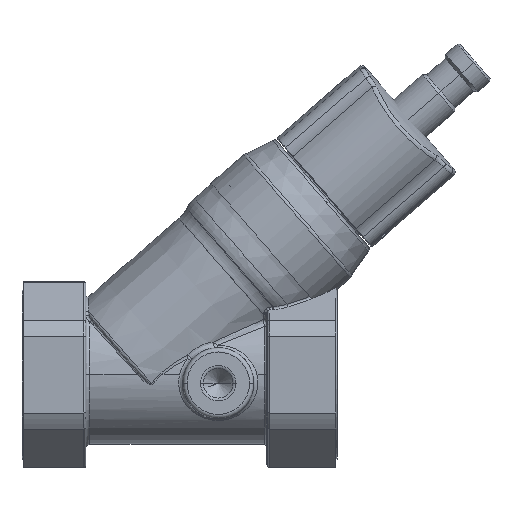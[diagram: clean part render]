
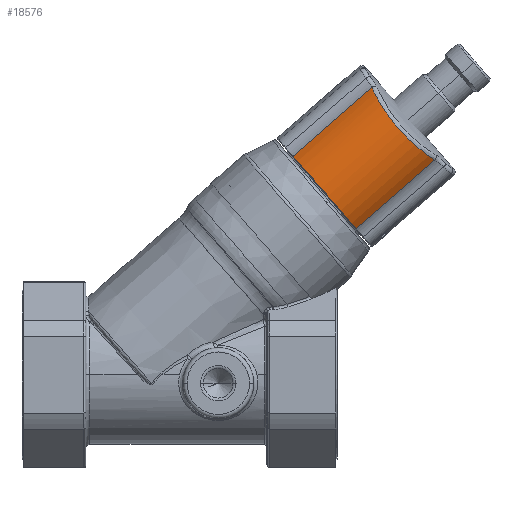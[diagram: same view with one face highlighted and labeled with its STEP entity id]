
A CAD part, top view. The second image highlights one B-rep face of the part: STEP entity #18576.
In plain terms, the highlighted cylindrical face has radius 15 mm (diameter 30 mm), a partial arc.
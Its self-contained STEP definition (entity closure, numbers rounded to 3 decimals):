
#2942 = EDGE_CURVE ( 'NONE', #55266, #8717, #11210, .T. ) ;
#3013 = CARTESIAN_POINT ( 'NONE',  ( 57.861, 37.127, 10.712 ) ) ;
#3083 = CARTESIAN_POINT ( 'NONE',  ( 62.127, 70.733, 11.556 ) ) ;
#3290 = CARTESIAN_POINT ( 'NONE',  ( 69.721, 59.897, 16.091 ) ) ;
#3298 = EDGE_CURVE ( 'NONE', #39071, #8717, #17181, .T. ) ;
#3667 = CARTESIAN_POINT ( 'NONE',  ( 70.306, 59.306, 15.941 ) ) ;
#5147 = CARTESIAN_POINT ( 'NONE',  ( 61.799, 71.408, 10.712 ) ) ;
#7517 = CARTESIAN_POINT ( 'NONE',  ( 70.109, 59.502, 15.997 ) ) ;
#7711 = CARTESIAN_POINT ( 'NONE',  ( 67.493, 62.384, 16.227 ) ) ;
#7847 = ORIENTED_EDGE ( 'NONE', *, *, #51393, .T. ) ;
#7901 = CARTESIAN_POINT ( 'NONE',  ( 71.29, 58.346, 15.628 ) ) ;
#8717 = VERTEX_POINT ( 'NONE', #5147 ) ;
#10542 = VECTOR ( 'NONE', #17811, 1000. ) ;
#11210 = LINE ( 'NONE', #22979, #10542 ) ;
#11365 = DIRECTION ( 'NONE',  ( 0.755, 0.656, 0. ) ) ;
#12143 = CARTESIAN_POINT ( 'NONE',  ( 65.807, 64.58, 15.761 ) ) ;
#12329 = CARTESIAN_POINT ( 'NONE',  ( 66.792, 63.26, 16.102 ) ) ;
#16203 = CARTESIAN_POINT ( 'NONE',  ( 72.073, 57.643, 15.261 ) ) ;
#16983 = CARTESIAN_POINT ( 'NONE',  ( 68.956, 60.702, 16.224 ) ) ;
#17181 = B_SPLINE_CURVE_WITH_KNOTS ( 'NONE', 3,
 ( #47633, #42660, #47447, #25260, #34327, #21217, #56055, #16203, #7901, #3667, #7517, #3290, #20631, #16983, #38417, #38806, #7711, #12329, #52222, #12143, #21018, #52015, #25643, #56468, #30108, #34527, #25057, #3083, #39950, #21780 ),
 .UNSPECIFIED., .F., .F.,
 ( 4, 2, 2, 2, 2, 2, 2, 2, 2, 2, 2, 2, 2, 2, 4 ),
 ( 0., 0.003, 0.005, 0.007, 0.01, 0.011, 0.012, 0.013, 0.015, 0.017, 0.018, 0.02, 0.023, 0.025, 0.027 ),
 .UNSPECIFIED. ) ;
#17811 = DIRECTION ( 'NONE',  ( 0.755, 0.656, 0. ) ) ;
#18576 = ADVANCED_FACE ( 'NONE', ( #48161 ), #30253, .T. ) ;
#19734 = LINE ( 'NONE', #3013, #30742 ) ;
#19786 = DIRECTION ( 'NONE',  ( 0.755, 0.656, 0. ) ) ;
#20631 = CARTESIAN_POINT ( 'NONE',  ( 69.528, 60.097, 16.13 ) ) ;
#21018 = CARTESIAN_POINT ( 'NONE',  ( 65.498, 65.019, 15.608 ) ) ;
#21217 = CARTESIAN_POINT ( 'NONE',  ( 73.616, 56.357, 14.277 ) ) ;
#21780 = CARTESIAN_POINT ( 'NONE',  ( 61.799, 71.408, 10.712 ) ) ;
#22979 = CARTESIAN_POINT ( 'NONE',  ( 42.583, 54.703, 10.712 ) ) ;
#23279 = CARTESIAN_POINT ( 'NONE',  ( 77.077, 53.832, 10.712 ) ) ;
#24097 = DIRECTION ( 'NONE',  ( 0., 0., 1. ) ) ;
#24202 = CARTESIAN_POINT ( 'NONE',  ( 50.222, 45.915, 1.256 ) ) ;
#25057 = CARTESIAN_POINT ( 'NONE',  ( 62.498, 70.005, 12.336 ) ) ;
#25260 = CARTESIAN_POINT ( 'NONE',  ( 74.74, 55.483, 13.369 ) ) ;
#25643 = CARTESIAN_POINT ( 'NONE',  ( 64.62, 66.331, 15.032 ) ) ;
#26212 = ORIENTED_EDGE ( 'NONE', *, *, #44024, .T. ) ;
#30108 = CARTESIAN_POINT ( 'NONE',  ( 63.331, 68.455, 13.725 ) ) ;
#30253 = CYLINDRICAL_SURFACE ( 'NONE', #49847, 15. ) ;
#30742 = VECTOR ( 'NONE', #38145, 1000. ) ;
#34327 = CARTESIAN_POINT ( 'NONE',  ( 74.373, 55.762, 13.687 ) ) ;
#34527 = CARTESIAN_POINT ( 'NONE',  ( 62.696, 69.625, 12.703 ) ) ;
#35944 = CIRCLE ( 'NONE', #44552, 15. ) ;
#38145 = DIRECTION ( 'NONE',  ( 0.755, 0.656, 0. ) ) ;
#38417 = CARTESIAN_POINT ( 'NONE',  ( 68.583, 61.114, 16.256 ) ) ;
#38806 = CARTESIAN_POINT ( 'NONE',  ( 67.851, 61.955, 16.257 ) ) ;
#39071 = VERTEX_POINT ( 'NONE', #23279 ) ;
#39950 = CARTESIAN_POINT ( 'NONE',  ( 61.957, 71.079, 11.145 ) ) ;
#40137 = ORIENTED_EDGE ( 'NONE', *, *, #3298, .T. ) ;
#40829 = CARTESIAN_POINT ( 'NONE',  ( 42.734, 54.835, 10.712 ) ) ;
#41715 = CARTESIAN_POINT ( 'NONE',  ( 50.373, 46.047, 1.256 ) ) ;
#42660 = CARTESIAN_POINT ( 'NONE',  ( 76.471, 54.235, 11.577 ) ) ;
#43462 = EDGE_LOOP ( 'NONE', ( #26212, #40137, #44466, #7847 ) ) ;
#44024 = EDGE_CURVE ( 'NONE', #48386, #39071, #19734, .T. ) ;
#44466 = ORIENTED_EDGE ( 'NONE', *, *, #2942, .F. ) ;
#44552 = AXIS2_PLACEMENT_3D ( 'NONE', #41715, #11365, #24097 ) ;
#45893 = CARTESIAN_POINT ( 'NONE',  ( 58.013, 37.259, 10.712 ) ) ;
#46190 = DIRECTION ( 'NONE',  ( 0., 0., -1. ) ) ;
#47447 = CARTESIAN_POINT ( 'NONE',  ( 75.807, 54.696, 12.347 ) ) ;
#47633 = CARTESIAN_POINT ( 'NONE',  ( 77.077, 53.832, 10.712 ) ) ;
#48161 = FACE_OUTER_BOUND ( 'NONE', #43462, .T. ) ;
#48386 = VERTEX_POINT ( 'NONE', #45893 ) ;
#49847 = AXIS2_PLACEMENT_3D ( 'NONE', #24202, #19786, #46190 ) ;
#51393 = EDGE_CURVE ( 'NONE', #55266, #48386, #35944, .T. ) ;
#52015 = CARTESIAN_POINT ( 'NONE',  ( 64.905, 65.894, 15.244 ) ) ;
#52222 = CARTESIAN_POINT ( 'NONE',  ( 66.454, 63.702, 16.008 ) ) ;
#55266 = VERTEX_POINT ( 'NONE', #40829 ) ;
#56055 = CARTESIAN_POINT ( 'NONE',  ( 73.232, 56.669, 14.545 ) ) ;
#56468 = CARTESIAN_POINT ( 'NONE',  ( 63.807, 67.629, 14.309 ) ) ;
